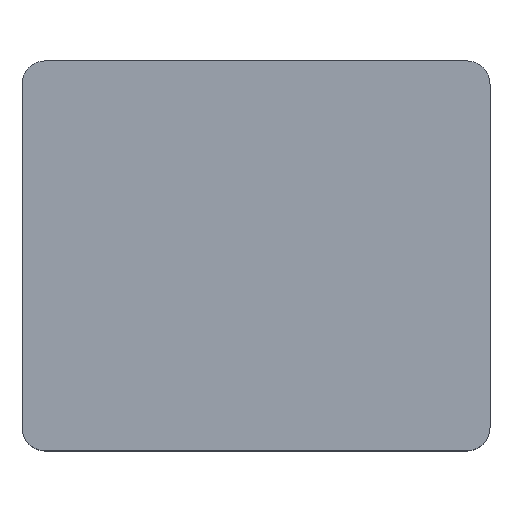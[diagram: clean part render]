
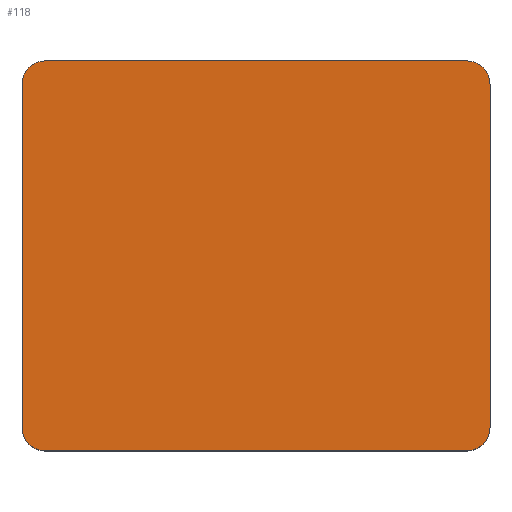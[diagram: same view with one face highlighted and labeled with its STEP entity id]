
A CAD part, top view. The second image highlights one B-rep face of the part: STEP entity #118.
In plain terms, the highlighted planar face has unit normal (0, 0, 1).
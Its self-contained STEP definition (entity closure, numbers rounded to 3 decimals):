
#7 = CARTESIAN_POINT ( 'NONE',  ( 0., 0., 0.86 ) ) ;
#11 = AXIS2_PLACEMENT_3D ( 'NONE', #82, #261, #109 ) ;
#17 = ORIENTED_EDGE ( 'NONE', *, *, #20, .T. ) ;
#20 = EDGE_CURVE ( 'NONE', #174, #203, #31, .T. ) ;
#22 = VECTOR ( 'NONE', #249, 1000. ) ;
#28 = VECTOR ( 'NONE', #204, 1000. ) ;
#29 = ORIENTED_EDGE ( 'NONE', *, *, #335, .T. ) ;
#31 = LINE ( 'NONE', #328, #22 ) ;
#32 = VERTEX_POINT ( 'NONE', #293 ) ;
#35 = CARTESIAN_POINT ( 'NONE',  ( 3., 0.15, 0.86 ) ) ;
#39 = EDGE_CURVE ( 'NONE', #203, #228, #289, .T. ) ;
#42 = VERTEX_POINT ( 'NONE', #35 ) ;
#51 = ORIENTED_EDGE ( 'NONE', *, *, #265, .T. ) ;
#54 = AXIS2_PLACEMENT_3D ( 'NONE', #194, #167, #94 ) ;
#73 = ORIENTED_EDGE ( 'NONE', *, *, #147, .T. ) ;
#77 = ORIENTED_EDGE ( 'NONE', *, *, #213, .T. ) ;
#82 = CARTESIAN_POINT ( 'NONE',  ( 2.85, 2.35, 0.86 ) ) ;
#83 = VECTOR ( 'NONE', #199, 1000. ) ;
#84 = EDGE_LOOP ( 'NONE', ( #159, #240, #77, #73, #51, #29, #17, #279 ) ) ;
#92 = CIRCLE ( 'NONE', #236, 0.15 ) ;
#94 = DIRECTION ( 'NONE',  ( -1., 0., 0. ) ) ;
#95 = EDGE_CURVE ( 'NONE', #228, #290, #283, .T. ) ;
#98 = DIRECTION ( 'NONE',  ( -1., 0., 0. ) ) ;
#103 = VERTEX_POINT ( 'NONE', #170 ) ;
#106 = AXIS2_PLACEMENT_3D ( 'NONE', #121, #326, #98 ) ;
#109 = DIRECTION ( 'NONE',  ( -1., 0., 0. ) ) ;
#118 = ADVANCED_FACE ( 'NONE', ( #208 ), #175, .F. ) ;
#121 = CARTESIAN_POINT ( 'NONE',  ( 0., 0., 0.86 ) ) ;
#123 = AXIS2_PLACEMENT_3D ( 'NONE', #274, #127, #304 ) ;
#127 = DIRECTION ( 'NONE',  ( 0., 0., 1. ) ) ;
#130 = CARTESIAN_POINT ( 'NONE',  ( 0., 2.35, 0.86 ) ) ;
#132 = CARTESIAN_POINT ( 'NONE',  ( 0.15, 0., 0.86 ) ) ;
#147 = EDGE_CURVE ( 'NONE', #32, #42, #158, .T. ) ;
#155 = CARTESIAN_POINT ( 'NONE',  ( 0.15, 0.15, 0.86 ) ) ;
#156 = CARTESIAN_POINT ( 'NONE',  ( 0., 0.15, 0.86 ) ) ;
#158 = CIRCLE ( 'NONE', #123, 0.15 ) ;
#159 = ORIENTED_EDGE ( 'NONE', *, *, #95, .T. ) ;
#167 = DIRECTION ( 'NONE',  ( 0., 0., 1. ) ) ;
#168 = LINE ( 'NONE', #276, #295 ) ;
#170 = CARTESIAN_POINT ( 'NONE',  ( 3., 2.35, 0.86 ) ) ;
#174 = VERTEX_POINT ( 'NONE', #254 ) ;
#175 = PLANE ( 'NONE',  #106 ) ;
#181 = DIRECTION ( 'NONE',  ( -1., 0., 0. ) ) ;
#182 = CARTESIAN_POINT ( 'NONE',  ( 3., 0., 0.86 ) ) ;
#193 = LINE ( 'NONE', #182, #28 ) ;
#194 = CARTESIAN_POINT ( 'NONE',  ( 0.15, 2.35, 0.86 ) ) ;
#199 = DIRECTION ( 'NONE',  ( 0., -1., 0. ) ) ;
#203 = VERTEX_POINT ( 'NONE', #256 ) ;
#204 = DIRECTION ( 'NONE',  ( 0., 1., 0. ) ) ;
#208 = FACE_OUTER_BOUND ( 'NONE', #84, .T. ) ;
#213 = EDGE_CURVE ( 'NONE', #296, #32, #168, .T. ) ;
#228 = VERTEX_POINT ( 'NONE', #130 ) ;
#232 = EDGE_CURVE ( 'NONE', #290, #296, #92, .T. ) ;
#236 = AXIS2_PLACEMENT_3D ( 'NONE', #155, #331, #181 ) ;
#240 = ORIENTED_EDGE ( 'NONE', *, *, #232, .T. ) ;
#249 = DIRECTION ( 'NONE',  ( -1., 0., 0. ) ) ;
#254 = CARTESIAN_POINT ( 'NONE',  ( 2.85, 2.5, 0.86 ) ) ;
#256 = CARTESIAN_POINT ( 'NONE',  ( 0.15, 2.5, 0.86 ) ) ;
#258 = CIRCLE ( 'NONE', #11, 0.15 ) ;
#261 = DIRECTION ( 'NONE',  ( 0., 0., 1. ) ) ;
#265 = EDGE_CURVE ( 'NONE', #42, #103, #193, .T. ) ;
#274 = CARTESIAN_POINT ( 'NONE',  ( 2.85, 0.15, 0.86 ) ) ;
#276 = CARTESIAN_POINT ( 'NONE',  ( 0., 0., 0.86 ) ) ;
#279 = ORIENTED_EDGE ( 'NONE', *, *, #39, .T. ) ;
#283 = LINE ( 'NONE', #7, #83 ) ;
#289 = CIRCLE ( 'NONE', #54, 0.15 ) ;
#290 = VERTEX_POINT ( 'NONE', #156 ) ;
#293 = CARTESIAN_POINT ( 'NONE',  ( 2.85, 0., 0.86 ) ) ;
#295 = VECTOR ( 'NONE', #306, 1000. ) ;
#296 = VERTEX_POINT ( 'NONE', #132 ) ;
#304 = DIRECTION ( 'NONE',  ( -1., 0., 0. ) ) ;
#306 = DIRECTION ( 'NONE',  ( 1., 0., 0. ) ) ;
#326 = DIRECTION ( 'NONE',  ( 0., 0., -1. ) ) ;
#328 = CARTESIAN_POINT ( 'NONE',  ( 0., 2.5, 0.86 ) ) ;
#331 = DIRECTION ( 'NONE',  ( 0., 0., 1. ) ) ;
#335 = EDGE_CURVE ( 'NONE', #103, #174, #258, .T. ) ;
